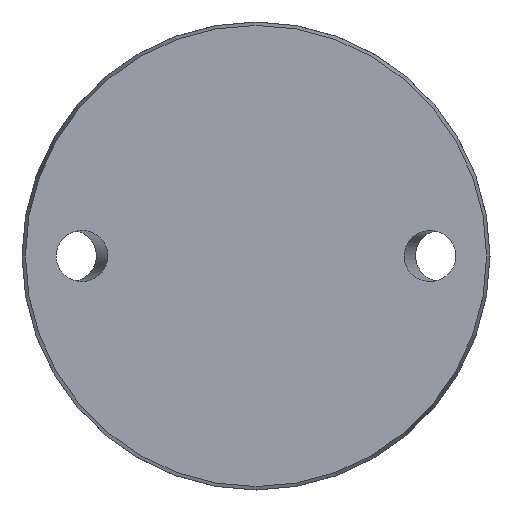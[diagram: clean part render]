
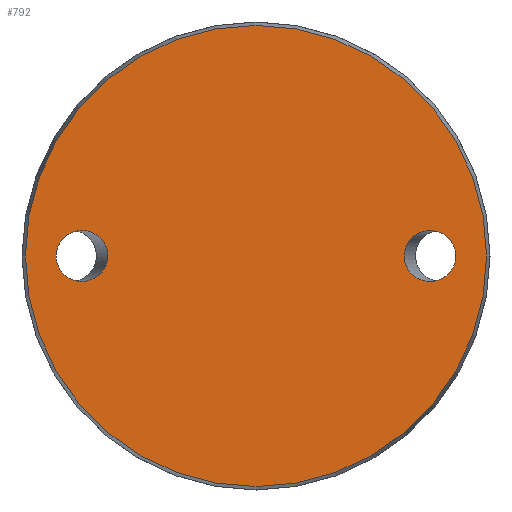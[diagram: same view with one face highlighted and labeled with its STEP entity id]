
A CAD part, front view. The second image highlights one B-rep face of the part: STEP entity #792.
In plain terms, the highlighted planar face has unit normal (0, -1, 0).
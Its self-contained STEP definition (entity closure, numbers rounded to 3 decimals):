
#5 = VERTEX_POINT ( 'NONE', #304 ) ;
#8 = CARTESIAN_POINT ( 'NONE',  ( -24.691, 0., -8.5 ) ) ;
#14 = CARTESIAN_POINT ( 'NONE',  ( 24.691, 0., 8.5 ) ) ;
#45 = FACE_OUTER_BOUND ( 'NONE', #543, .T. ) ;
#57 =( BOUNDED_CURVE ( )  B_SPLINE_CURVE ( 3, ( #708, #405, #633, #715, #326, #14, #98 ),
 .UNSPECIFIED., .T., .F. ) 
 B_SPLINE_CURVE_WITH_KNOTS ( ( 4, 3, 4 ),
 ( 0., 3.142, 6.283 ),
 .UNSPECIFIED. ) 
 CURVE ( )  GEOMETRIC_REPRESENTATION_ITEM ( )  RATIONAL_B_SPLINE_CURVE ( ( 1., 0.333, 0.333, 1., 0.333, 0.333, 1. ) ) 
 REPRESENTATION_ITEM ( '' )  );
#98 = CARTESIAN_POINT ( 'NONE',  ( 24.691, 0., 0. ) ) ;
#116 = CARTESIAN_POINT ( 'NONE',  ( -38.425, 0., 0. ) ) ;
#133 = CARTESIAN_POINT ( 'NONE',  ( -33.309, 0., 0. ) ) ;
#176 = ORIENTED_EDGE ( 'NONE', *, *, #786, .T. ) ;
#249 = EDGE_CURVE ( 'NONE', #5, #5, #57, .T. ) ;
#278 = VERTEX_POINT ( 'NONE', #133 ) ;
#280 = ORIENTED_EDGE ( 'NONE', *, *, #249, .F. ) ;
#304 = CARTESIAN_POINT ( 'NONE',  ( 24.691, 0., 0. ) ) ;
#326 = CARTESIAN_POINT ( 'NONE',  ( 33.309, 0., 8.5 ) ) ;
#336 = FACE_BOUND ( 'NONE', #718, .T. ) ;
#353 = DIRECTION ( 'NONE',  ( 0., 0., -1. ) ) ;
#357 = DIRECTION ( 'NONE',  ( 0., -1., 0. ) ) ;
#379 = AXIS2_PLACEMENT_3D ( 'NONE', #861, #357, #353 ) ;
#397 = CIRCLE ( 'NONE', #379, 38.425 ) ;
#405 = CARTESIAN_POINT ( 'NONE',  ( 24.691, 0., -8.5 ) ) ;
#543 = EDGE_LOOP ( 'NONE', ( #176 ) ) ;
#549 = CARTESIAN_POINT ( 'NONE',  ( -33.309, 0., -8.5 ) ) ;
#618 = CARTESIAN_POINT ( 'NONE',  ( -33.309, 0., 8.5 ) ) ;
#633 = CARTESIAN_POINT ( 'NONE',  ( 33.309, 0., -8.5 ) ) ;
#644 =( BOUNDED_CURVE ( )  B_SPLINE_CURVE ( 3, ( #856, #618, #851, #700, #8, #549, #935 ),
 .UNSPECIFIED., .T., .F. ) 
 B_SPLINE_CURVE_WITH_KNOTS ( ( 4, 3, 4 ),
 ( 0., 3.142, 6.283 ),
 .UNSPECIFIED. ) 
 CURVE ( )  GEOMETRIC_REPRESENTATION_ITEM ( )  RATIONAL_B_SPLINE_CURVE ( ( 1., 0.333, 0.333, 1., 0.333, 0.333, 1. ) ) 
 REPRESENTATION_ITEM ( '' )  );
#652 = FACE_BOUND ( 'NONE', #660, .T. ) ;
#657 = DIRECTION ( 'NONE',  ( 0., 1., 0. ) ) ;
#660 = EDGE_LOOP ( 'NONE', ( #280 ) ) ;
#700 = CARTESIAN_POINT ( 'NONE',  ( -24.691, 0., 0. ) ) ;
#708 = CARTESIAN_POINT ( 'NONE',  ( 24.691, 0., 0. ) ) ;
#714 = ORIENTED_EDGE ( 'NONE', *, *, #743, .T. ) ;
#715 = CARTESIAN_POINT ( 'NONE',  ( 33.309, 0., 0. ) ) ;
#718 = EDGE_LOOP ( 'NONE', ( #714 ) ) ;
#743 = EDGE_CURVE ( 'NONE', #278, #278, #644, .T. ) ;
#786 = EDGE_CURVE ( 'NONE', #840, #840, #397, .T. ) ;
#792 = ADVANCED_FACE ( 'NONE', ( #336, #652, #45 ), #968, .F. ) ;
#798 = AXIS2_PLACEMENT_3D ( 'NONE', #116, #657, #894 ) ;
#840 = VERTEX_POINT ( 'NONE', #982 ) ;
#851 = CARTESIAN_POINT ( 'NONE',  ( -24.691, 0., 8.5 ) ) ;
#856 = CARTESIAN_POINT ( 'NONE',  ( -33.309, 0., 0. ) ) ;
#861 = CARTESIAN_POINT ( 'NONE',  ( 0., 0., 0. ) ) ;
#894 = DIRECTION ( 'NONE',  ( 0., 0., 1. ) ) ;
#935 = CARTESIAN_POINT ( 'NONE',  ( -33.309, 0., 0. ) ) ;
#968 = PLANE ( 'NONE',  #798 ) ;
#982 = CARTESIAN_POINT ( 'NONE',  ( 0., 0., -38.425 ) ) ;
